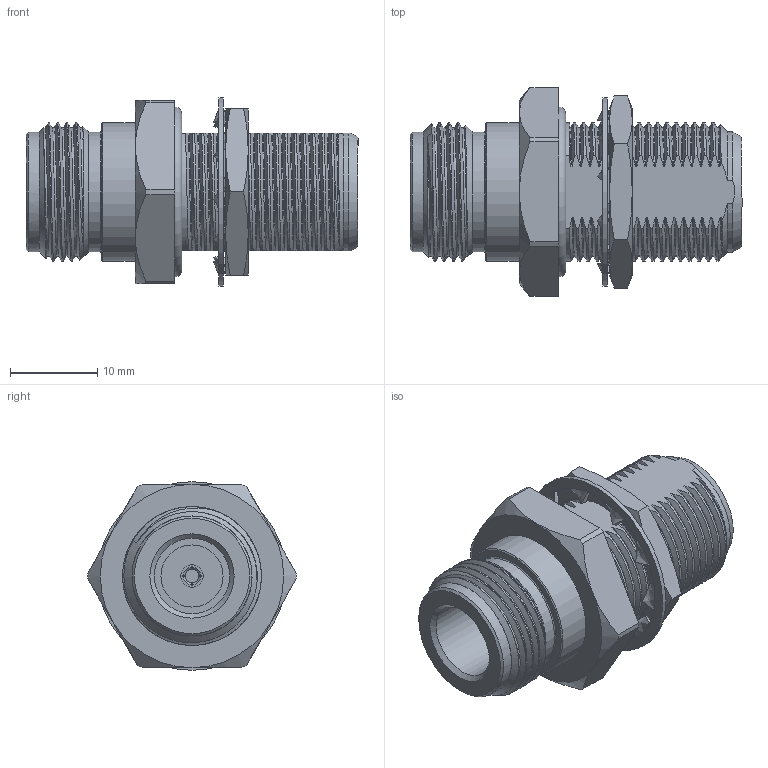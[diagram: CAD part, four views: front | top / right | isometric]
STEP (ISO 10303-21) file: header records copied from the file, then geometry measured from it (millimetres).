
FILE_DESCRIPTION (( 'STEP AP203' ), '1' );
FILE_NAME ('SM4079_3D.step', '2022-03-30T15:49:11', ( '' ), ( '' ), 'SwSTEP 2.0', 'SolidWorks 2021', '' );
FILE_SCHEMA (( 'CONFIG_CONTROL_DESIGN' ));
Products named in the file (1): SM4079_3D
Bounding box: 38 x 23.91 x 21.59 mm (x, y, z)
Volume: 6734.2 mm3; surface area: 5188.3 mm2
Topology: 4 solids, 4 shells, 343 faces, 986 edges, 661 vertices
Faces by surface type: bspline 150, cylinder 82, plane 71, cone 38, torus 2
Full cylindrical faces by diameter (mm): 1.524 x2, 2.54 x2, 7.112 x2, 8.636 x2, 13.716 x2, 15.875 x2, 20.026 x1, 21.59 x1
Entity records: 79532 total; most frequent: CARTESIAN_POINT 72408, ORIENTED_EDGE 1908, EDGE_CURVE 954, DIRECTION 905, VERTEX_POINT 653, EDGE_LOOP 379, FACE_OUTER_BOUND 356, ADVANCED_FACE 342
